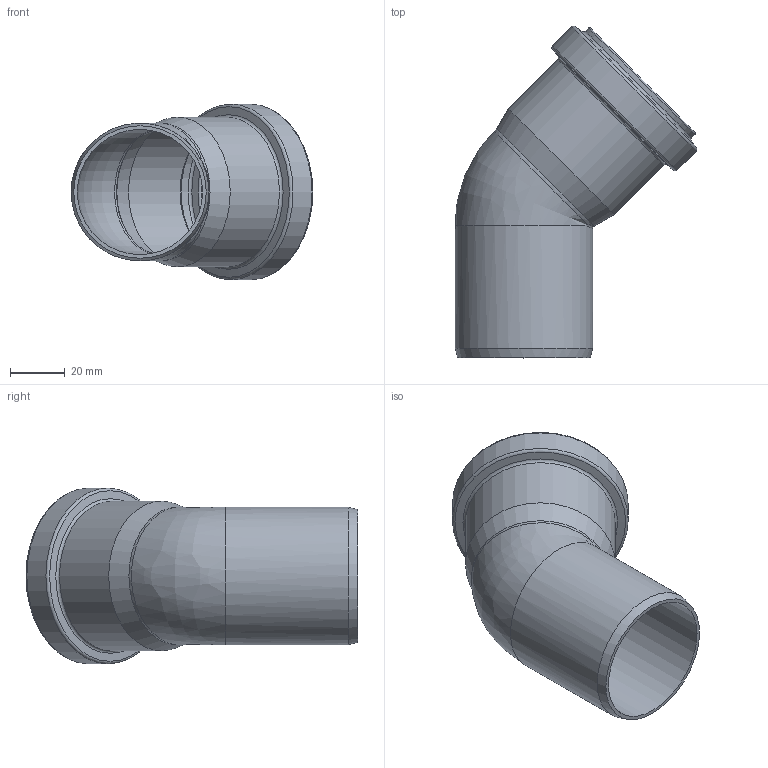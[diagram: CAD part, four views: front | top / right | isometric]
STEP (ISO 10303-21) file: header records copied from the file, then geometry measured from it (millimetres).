
FILE_DESCRIPTION(/* description */ (''),/* implementation_level */ '2;1');
FILE_NAME(/* name */ '559420 HTB DN_OD 50_45° weiß.stp',/* time_stamp */ '2018-01-12T10:22:02+01:00',/* author */ ('user1'),/* organization */ (''),/* preprocessor_version */ 'ST-DEVELOPER v16.1',/* originating_system */ 'Autodesk Inventor 2016',/* authorisation */ '');
FILE_SCHEMA (('AUTOMOTIVE_DESIGN { 1 0 10303 214 3 1 1 }'));
Length unit declared in the file: millimetre
Products named in the file (1): 559420 HTB DN_OD 50_45° weiß
Bounding box: 88.16 x 121.06 x 64.1 mm (x, y, z)
Volume: 41997.4 mm3; surface area: 40740.4 mm2
Topology: 1 solids, 1 shells, 35 faces, 69 edges, 38 vertices
Faces by surface type: cylinder 11, torus 11, cone 7, plane 4, bspline 2
Full cylindrical faces by diameter (mm): 45.695 x2, 50.2 x2, 50.8 x1, 51.1 x2, 54.6 x1, 54.9 x1, 60.3 x1, 64.1 x1
Entity records: 798 total; most frequent: CARTESIAN_POINT 167, DIRECTION 140, ORIENTED_EDGE 76, AXIS2_PLACEMENT_3D 70, EDGE_LOOP 68, EDGE_CURVE 38, VERTEX_POINT 36, FACE_OUTER_BOUND 35
